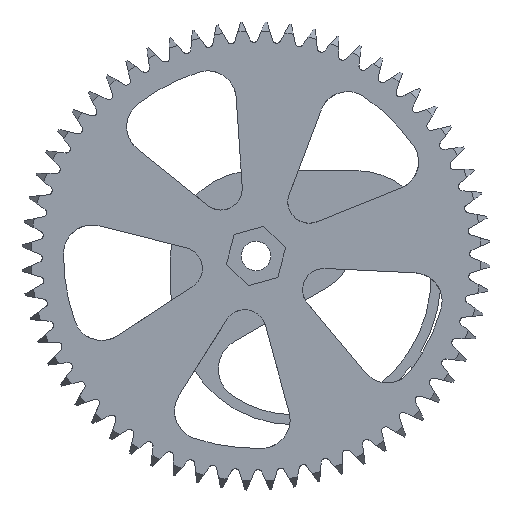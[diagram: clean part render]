
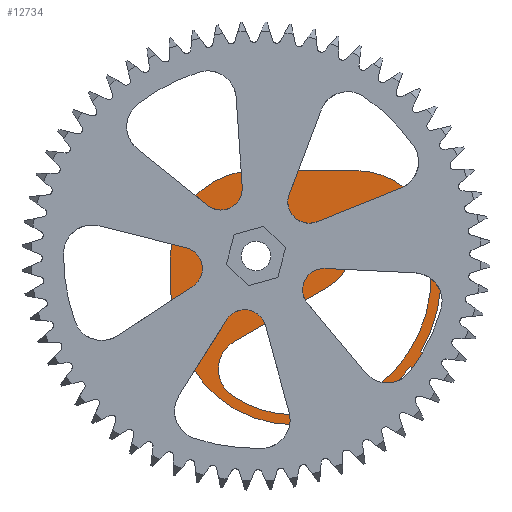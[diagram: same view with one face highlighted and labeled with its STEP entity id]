
A CAD part, front view. The second image highlights one B-rep face of the part: STEP entity #12734.
In plain terms, the highlighted planar face has unit normal (0, -1, 0).
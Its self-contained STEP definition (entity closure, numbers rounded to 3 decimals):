
#56=FACE_BOUND('',#1099,.T.);
#57=FACE_BOUND('',#1100,.T.);
#78=PLANE('',#13463);
#426=FACE_OUTER_BOUND('',#1098,.T.);
#1098=EDGE_LOOP('',(#8495,#8496,#8497,#8498,#8499,#8500,#8501,#8502,#8503));
#1099=EDGE_LOOP('',(#8504));
#1100=EDGE_LOOP('',(#8505,#8506,#8507,#8508,#8509,#8510,#8511,#8512));
#1770=LINE('',#18835,#3071);
#1780=LINE('',#18855,#3081);
#1790=LINE('',#18889,#3091);
#1794=LINE('',#18900,#3095);
#3071=VECTOR('',#14841,10.);
#3081=VECTOR('',#14857,10.);
#3091=VECTOR('',#14895,10.);
#3095=VECTOR('',#14909,10.);
#4356=CIRCLE('',#13406,2.25);
#4359=CIRCLE('',#13410,4.5);
#4361=CIRCLE('',#13413,10.072);
#4362=CIRCLE('',#13415,4.5);
#4364=CIRCLE('',#13418,15.088);
#4367=CIRCLE('',#13422,19.361);
#4369=CIRCLE('',#13425,16.485);
#4371=CIRCLE('',#13428,20.759);
#4373=CIRCLE('',#13431,1.25);
#4375=CIRCLE('',#13434,20.759);
#4377=CIRCLE('',#13437,11.47);
#4385=CIRCLE('',#13457,8.);
#4386=CIRCLE('',#13459,22.);
#4387=CIRCLE('',#13462,12.);
#5031=VERTEX_POINT('',#18757);
#5035=VERTEX_POINT('',#18766);
#5036=VERTEX_POINT('',#18768);
#5038=VERTEX_POINT('',#18774);
#5039=VERTEX_POINT('',#18778);
#5040=VERTEX_POINT('',#18779);
#5043=VERTEX_POINT('',#18787);
#5047=VERTEX_POINT('',#18799);
#5048=VERTEX_POINT('',#18801);
#5050=VERTEX_POINT('',#18807);
#5052=VERTEX_POINT('',#18813);
#5054=VERTEX_POINT('',#18819);
#5056=VERTEX_POINT('',#18825);
#5059=VERTEX_POINT('',#18833);
#5066=VERTEX_POINT('',#18853);
#5076=VERTEX_POINT('',#18888);
#5077=VERTEX_POINT('',#18894);
#5078=VERTEX_POINT('',#18898);
#6365=EDGE_CURVE('',#5031,#5031,#4356,.T.);
#6370=EDGE_CURVE('',#5035,#5036,#4359,.T.);
#6374=EDGE_CURVE('',#5038,#5035,#4361,.T.);
#6375=EDGE_CURVE('',#5039,#5040,#4362,.T.);
#6379=EDGE_CURVE('',#5040,#5043,#4364,.T.);
#6383=EDGE_CURVE('',#5043,#5038,#4367,.T.);
#6386=EDGE_CURVE('',#5048,#5047,#4369,.T.);
#6390=EDGE_CURVE('',#5047,#5050,#4371,.T.);
#6393=EDGE_CURVE('',#5050,#5052,#4373,.T.);
#6396=EDGE_CURVE('',#5052,#5054,#4375,.T.);
#6399=EDGE_CURVE('',#5054,#5056,#4377,.T.);
#6403=EDGE_CURVE('',#5056,#5059,#1770,.T.);
#6413=EDGE_CURVE('',#5039,#5066,#1780,.T.);
#6430=EDGE_CURVE('',#5076,#5036,#1790,.T.);
#6432=EDGE_CURVE('',#5066,#5076,#4385,.T.);
#6434=EDGE_CURVE('',#5077,#5048,#4386,.T.);
#6436=EDGE_CURVE('',#5078,#5077,#1794,.T.);
#6437=EDGE_CURVE('',#5059,#5078,#4387,.T.);
#8495=ORIENTED_EDGE('',*,*,#6403,.T.);
#8496=ORIENTED_EDGE('',*,*,#6437,.T.);
#8497=ORIENTED_EDGE('',*,*,#6436,.T.);
#8498=ORIENTED_EDGE('',*,*,#6434,.T.);
#8499=ORIENTED_EDGE('',*,*,#6386,.T.);
#8500=ORIENTED_EDGE('',*,*,#6390,.T.);
#8501=ORIENTED_EDGE('',*,*,#6393,.T.);
#8502=ORIENTED_EDGE('',*,*,#6396,.T.);
#8503=ORIENTED_EDGE('',*,*,#6399,.T.);
#8504=ORIENTED_EDGE('',*,*,#6365,.T.);
#8505=ORIENTED_EDGE('',*,*,#6370,.F.);
#8506=ORIENTED_EDGE('',*,*,#6374,.F.);
#8507=ORIENTED_EDGE('',*,*,#6383,.F.);
#8508=ORIENTED_EDGE('',*,*,#6379,.F.);
#8509=ORIENTED_EDGE('',*,*,#6375,.F.);
#8510=ORIENTED_EDGE('',*,*,#6413,.T.);
#8511=ORIENTED_EDGE('',*,*,#6432,.T.);
#8512=ORIENTED_EDGE('',*,*,#6430,.T.);
#12734=ADVANCED_FACE('',(#426,#56,#57),#78,.T.);
#13406=AXIS2_PLACEMENT_3D('',#18758,#14759,#14760);
#13410=AXIS2_PLACEMENT_3D('',#18769,#14769,#14770);
#13413=AXIS2_PLACEMENT_3D('',#18776,#14777,#14778);
#13415=AXIS2_PLACEMENT_3D('',#18780,#14781,#14782);
#13418=AXIS2_PLACEMENT_3D('',#18788,#14789,#14790);
#13422=AXIS2_PLACEMENT_3D('',#18794,#14798,#14799);
#13425=AXIS2_PLACEMENT_3D('',#18802,#14805,#14806);
#13428=AXIS2_PLACEMENT_3D('',#18809,#14813,#14814);
#13431=AXIS2_PLACEMENT_3D('',#18815,#14820,#14821);
#13434=AXIS2_PLACEMENT_3D('',#18821,#14827,#14828);
#13437=AXIS2_PLACEMENT_3D('',#18827,#14834,#14835);
#13457=AXIS2_PLACEMENT_3D('',#18892,#14899,#14900);
#13459=AXIS2_PLACEMENT_3D('',#18896,#14904,#14905);
#13462=AXIS2_PLACEMENT_3D('',#18902,#14912,#14913);
#13463=AXIS2_PLACEMENT_3D('',#18903,#14914,#14915);
#14759=DIRECTION('center_axis',(0.,1.,0.));
#14760=DIRECTION('ref_axis',(1.,0.,0.));
#14769=DIRECTION('center_axis',(0.,-1.,0.));
#14770=DIRECTION('ref_axis',(-0.31,0.,0.951));
#14777=DIRECTION('center_axis',(0.,-1.,0.));
#14778=DIRECTION('ref_axis',(0.929,0.,0.37));
#14781=DIRECTION('center_axis',(0.,-1.,0.));
#14782=DIRECTION('ref_axis',(-0.999,0.,0.038));
#14789=DIRECTION('center_axis',(0.,-1.,0.));
#14790=DIRECTION('ref_axis',(-0.864,0.,-0.504));
#14798=DIRECTION('center_axis',(0.,-1.,0.));
#14799=DIRECTION('ref_axis',(0.005,0.,-1.));
#14805=DIRECTION('center_axis',(0.,-1.,0.));
#14806=DIRECTION('ref_axis',(-0.864,0.,-0.504));
#14813=DIRECTION('center_axis',(0.,-1.,0.));
#14814=DIRECTION('ref_axis',(0.005,0.,-1.));
#14820=DIRECTION('center_axis',(0.,-1.,0.));
#14821=DIRECTION('ref_axis',(1.,0.,0.));
#14827=DIRECTION('center_axis',(0.,-1.,0.));
#14828=DIRECTION('ref_axis',(0.005,0.,-1.));
#14834=DIRECTION('center_axis',(0.,-1.,0.));
#14835=DIRECTION('ref_axis',(0.929,0.,0.37));
#14841=DIRECTION('',(-1.,0.,0.));
#14857=DIRECTION('',(0.864,0.,0.504));
#14895=DIRECTION('',(0.,0.,1.));
#14899=DIRECTION('center_axis',(0.,-1.,0.));
#14900=DIRECTION('ref_axis',(0.504,0.,-0.864));
#14904=DIRECTION('center_axis',(0.,-1.,0.));
#14905=DIRECTION('ref_axis',(-1.,0.,0.));
#14909=DIRECTION('',(0.,0.,-1.));
#14912=DIRECTION('center_axis',(0.,-1.,0.));
#14913=DIRECTION('ref_axis',(0.,0.,1.));
#14914=DIRECTION('center_axis',(0.,-1.,0.));
#14915=DIRECTION('ref_axis',(1.,0.,0.));
#18757=CARTESIAN_POINT('',(-87.25,71.85,148.713));
#18758=CARTESIAN_POINT('Origin',(-85.,71.85,148.713));
#18766=CARTESIAN_POINT('',(-63.02,71.85,155.182));
#18768=CARTESIAN_POINT('',(-71.155,71.85,152.529));
#18769=CARTESIAN_POINT('Origin',(-66.655,71.85,152.529));
#18774=CARTESIAN_POINT('',(-61.797,71.85,152.968));
#18776=CARTESIAN_POINT('Origin',(-71.155,71.85,149.244));
#18778=CARTESIAN_POINT('',(-88.043,71.85,136.708));
#18779=CARTESIAN_POINT('',(-88.331,71.85,129.116));
#18780=CARTESIAN_POINT('Origin',(-85.776,71.85,132.82));
#18787=CARTESIAN_POINT('',(-79.686,71.85,126.448));
#18788=CARTESIAN_POINT('Origin',(-79.764,71.85,141.535));
#18794=CARTESIAN_POINT('Origin',(-79.786,71.85,145.809));
#18799=CARTESIAN_POINT('',(-79.679,71.85,125.05));
#18801=CARTESIAN_POINT('',(-94.005,71.85,133.231));
#18802=CARTESIAN_POINT('Origin',(-79.764,71.85,141.535));
#18807=CARTESIAN_POINT('',(-63.306,71.85,133.185));
#18809=CARTESIAN_POINT('Origin',(-79.786,71.85,145.809));
#18813=CARTESIAN_POINT('',(-61.909,71.85,135.257));
#18815=CARTESIAN_POINT('Origin',(-62.576,71.85,134.2));
#18819=CARTESIAN_POINT('',(-60.498,71.85,153.485));
#18821=CARTESIAN_POINT('Origin',(-79.786,71.85,145.809));
#18825=CARTESIAN_POINT('',(-71.155,71.85,160.713));
#18827=CARTESIAN_POINT('Origin',(-71.155,71.85,149.244));
#18833=CARTESIAN_POINT('',(-85.,71.85,160.713));
#18835=CARTESIAN_POINT('',(-71.155,71.85,160.713));
#18853=CARTESIAN_POINT('',(-75.125,71.85,144.24));
#18855=CARTESIAN_POINT('',(-94.005,71.85,133.231));
#18888=CARTESIAN_POINT('',(-71.155,71.85,151.151));
#18889=CARTESIAN_POINT('',(-71.155,71.85,158.713));
#18892=CARTESIAN_POINT('Origin',(-79.155,71.85,151.151));
#18894=CARTESIAN_POINT('',(-97.,71.85,144.313));
#18896=CARTESIAN_POINT('Origin',(-75.,71.85,144.313));
#18898=CARTESIAN_POINT('',(-97.,71.85,148.713));
#18900=CARTESIAN_POINT('',(-97.,71.85,148.713));
#18902=CARTESIAN_POINT('Origin',(-85.,71.85,148.713));
#18903=CARTESIAN_POINT('Origin',(-84.077,71.85,146.972));
